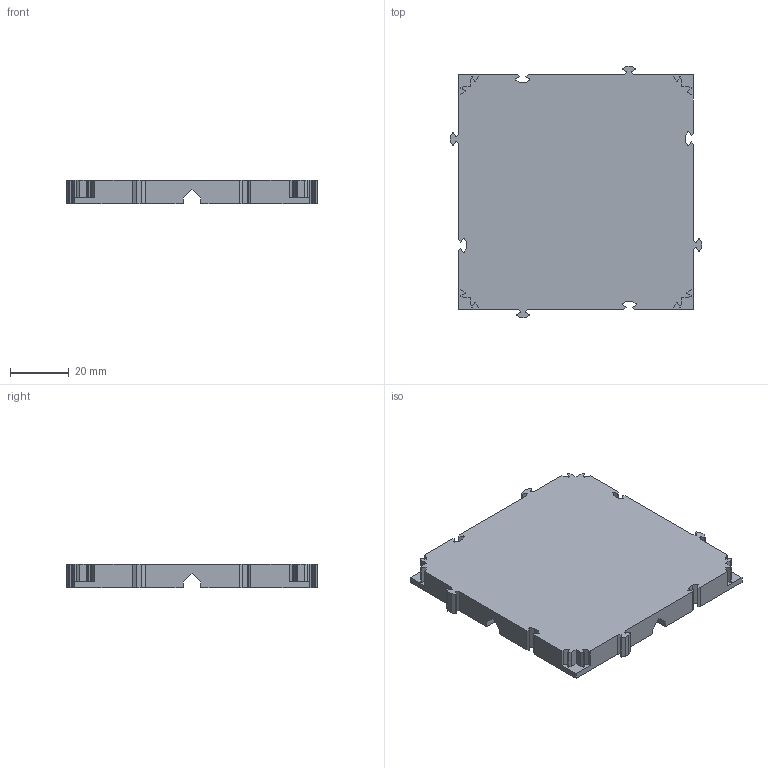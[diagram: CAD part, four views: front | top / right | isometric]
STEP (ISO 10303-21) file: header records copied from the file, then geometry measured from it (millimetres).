
FILE_DESCRIPTION(/* description */ (''),/* implementation_level */ '2;1');
FILE_NAME(/* name */ 'Floor panel (square, 8 mm).step',/* time_stamp */ '2022-11-15T15:25:04-05:00',/* author */ (''),/* organization */ (''),/* preprocessor_version */ 'ST-DEVELOPER v19.2',/* originating_system */ 'Autodesk Translation Framework v11.17.0.187',/* authorisation */ '');
FILE_SCHEMA (('AUTOMOTIVE_DESIGN { 1 0 10303 214 3 1 1 }'));
Length unit declared in the file: millimetre
Products named in the file (1): M3 Floor
Bounding box: 85.4 x 85.4 x 8 mm (x, y, z)
Volume: 46752 mm3; surface area: 17045.4 mm2
Topology: 1 solids, 1 shells, 205 faces, 588 edges, 389 vertices
Faces by surface type: plane 205
Entity records: 6583 total; most frequent: CARTESIAN_POINT 1183, ORIENTED_EDGE 1176, DIRECTION 1000, LINE 588, VECTOR 588, EDGE_CURVE 588, VERTEX_POINT 389, EDGE_LOOP 209
